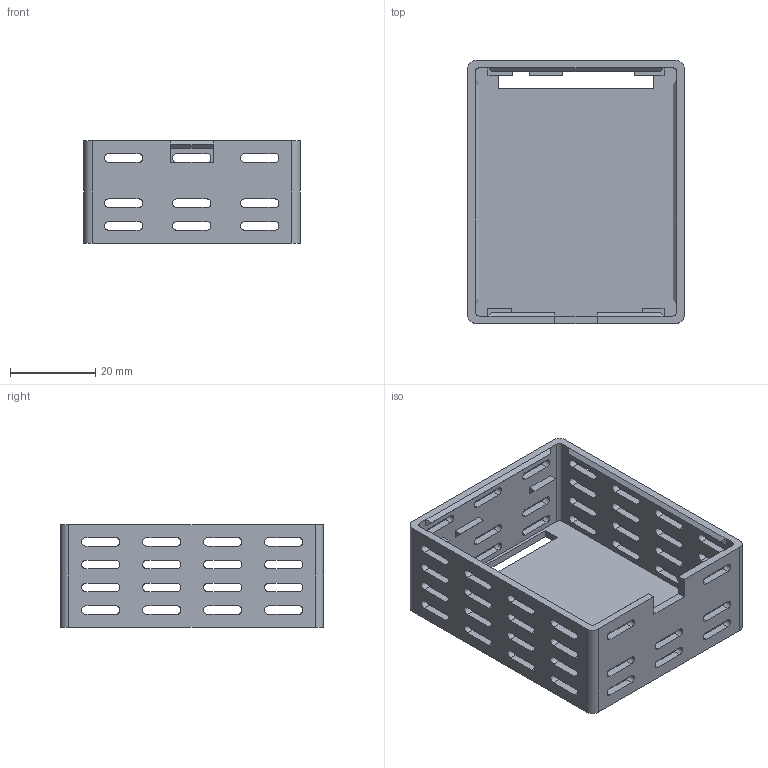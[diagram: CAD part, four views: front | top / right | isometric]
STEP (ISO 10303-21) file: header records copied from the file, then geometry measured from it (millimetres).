
FILE_DESCRIPTION(('Open CASCADE Model'),'2;1');
FILE_NAME('Open CASCADE Shape Model','2026-01-21T04:39:52',('Author'),( 'Open CASCADE'),'Open CASCADE STEP processor 7.9','Open CASCADE 7.9' ,'Unknown');
FILE_SCHEMA(('AUTOMOTIVE_DESIGN { 1 0 10303 214 1 1 1 1 }'));
Length unit declared in the file: millimetre
Products named in the file (1): Open CASCADE STEP translator 7.9 1
Bounding box: 50.9 x 61.88 x 24 mm (x, y, z)
Volume: 12325 mm3; surface area: 16343.9 mm2
Topology: 1 solids, 1 shells, 328 faces, 955 edges, 634 vertices
Faces by surface type: plane 188, cylinder 140
Entity records: 23886 total; most frequent: CARTESIAN_POINT 4648, DIRECTION 3653, LINE 2289, VECTOR 2289, ORIENTED_EDGE 1910, PCURVE 1910, DEFINITIONAL_REPRESENTATION 1910, EDGE_CURVE 955
